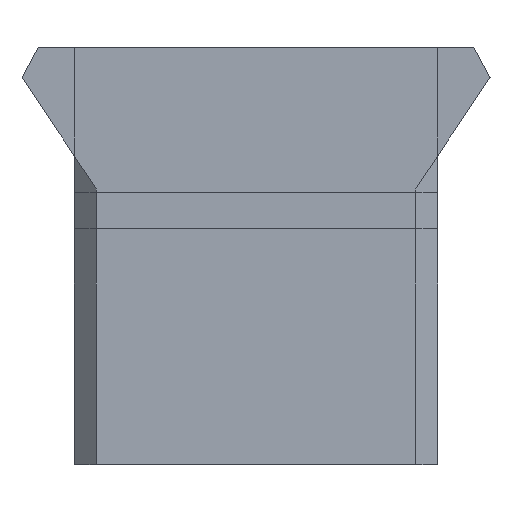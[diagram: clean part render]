
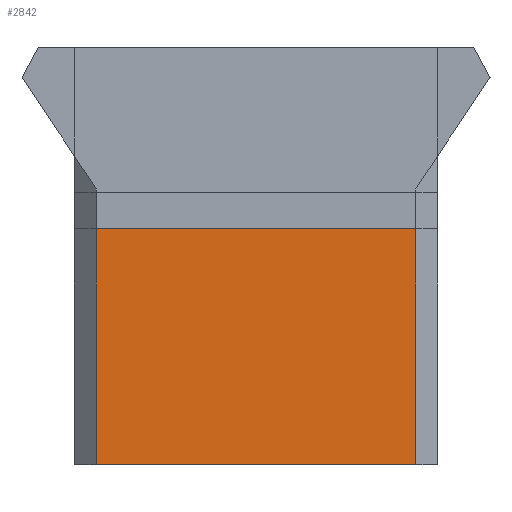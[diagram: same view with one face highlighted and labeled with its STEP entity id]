
A CAD part, left-side view. The second image highlights one B-rep face of the part: STEP entity #2842.
In plain terms, the highlighted planar face has unit normal (-1, 0, 0).
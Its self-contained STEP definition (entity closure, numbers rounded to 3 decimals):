
#1327 = PLANE('',#1328);
#1328 = AXIS2_PLACEMENT_3D('',#1329,#1330,#1331);
#1329 = CARTESIAN_POINT('',(1.104,0.,-6.5));
#1330 = DIRECTION('',(0.,0.,1.));
#1331 = DIRECTION('',(1.,0.,0.));
#1593 = PLANE('',#1594);
#1594 = AXIS2_PLACEMENT_3D('',#1595,#1596,#1597);
#1595 = CARTESIAN_POINT('',(-9.5,-5.,0.));
#1596 = DIRECTION('',(-1.,0.,0.));
#1597 = DIRECTION('',(0.,1.,0.));
#2172 = VERTEX_POINT('',#2173);
#2173 = CARTESIAN_POINT('',(-9.5,4.4,-6.5));
#2187 = PLANE('',#2188);
#2188 = AXIS2_PLACEMENT_3D('',#2189,#2190,#2191);
#2189 = CARTESIAN_POINT('',(-9.2,4.7,0.));
#2190 = DIRECTION('',(-0.707,0.707,0.));
#2191 = DIRECTION('',(-0.,-0.,1.));
#2199 = EDGE_CURVE('',#2172,#2200,#2202,.T.);
#2200 = VERTEX_POINT('',#2201);
#2201 = CARTESIAN_POINT('',(-9.5,-4.4,-6.5));
#2202 = SURFACE_CURVE('',#2203,(#2207,#2214),.PCURVE_S1.);
#2203 = LINE('',#2204,#2205);
#2204 = CARTESIAN_POINT('',(-9.5,5.,-6.5));
#2205 = VECTOR('',#2206,1.);
#2206 = DIRECTION('',(0.,-1.,0.));
#2207 = PCURVE('',#1327,#2208);
#2208 = DEFINITIONAL_REPRESENTATION('',(#2209),#2213);
#2209 = LINE('',#2210,#2211);
#2210 = CARTESIAN_POINT('',(-10.604,5.));
#2211 = VECTOR('',#2212,1.);
#2212 = DIRECTION('',(0.,-1.));
#2213 = ( GEOMETRIC_REPRESENTATION_CONTEXT(2) 
PARAMETRIC_REPRESENTATION_CONTEXT() REPRESENTATION_CONTEXT('2D SPACE',''
  ) );
#2214 = PCURVE('',#2215,#2220);
#2215 = PLANE('',#2216);
#2216 = AXIS2_PLACEMENT_3D('',#2217,#2218,#2219);
#2217 = CARTESIAN_POINT('',(-9.5,5.,0.));
#2218 = DIRECTION('',(-1.,-0.,-0.));
#2219 = DIRECTION('',(0.,-1.,0.));
#2220 = DEFINITIONAL_REPRESENTATION('',(#2221),#2225);
#2221 = LINE('',#2222,#2223);
#2222 = CARTESIAN_POINT('',(0.,-6.5));
#2223 = VECTOR('',#2224,1.);
#2224 = DIRECTION('',(1.,0.));
#2225 = ( GEOMETRIC_REPRESENTATION_CONTEXT(2) 
PARAMETRIC_REPRESENTATION_CONTEXT() REPRESENTATION_CONTEXT('2D SPACE',''
  ) );
#2241 = PLANE('',#2242);
#2242 = AXIS2_PLACEMENT_3D('',#2243,#2244,#2245);
#2243 = CARTESIAN_POINT('',(-9.2,-4.7,0.));
#2244 = DIRECTION('',(-0.707,-0.707,0.));
#2245 = DIRECTION('',(0.,0.,-1.));
#2448 = VERTEX_POINT('',#2449);
#2449 = CARTESIAN_POINT('',(-9.5,4.4,0.));
#2495 = EDGE_CURVE('',#2496,#2448,#2498,.T.);
#2496 = VERTEX_POINT('',#2497);
#2497 = CARTESIAN_POINT('',(-9.5,-4.4,0.));
#2498 = SURFACE_CURVE('',#2499,(#2503,#2510),.PCURVE_S1.);
#2499 = LINE('',#2500,#2501);
#2500 = CARTESIAN_POINT('',(-9.5,-5.,0.));
#2501 = VECTOR('',#2502,1.);
#2502 = DIRECTION('',(0.,1.,0.));
#2503 = PCURVE('',#1593,#2504);
#2504 = DEFINITIONAL_REPRESENTATION('',(#2505),#2509);
#2505 = LINE('',#2506,#2507);
#2506 = CARTESIAN_POINT('',(0.,0.));
#2507 = VECTOR('',#2508,1.);
#2508 = DIRECTION('',(1.,0.));
#2509 = ( GEOMETRIC_REPRESENTATION_CONTEXT(2) 
PARAMETRIC_REPRESENTATION_CONTEXT() REPRESENTATION_CONTEXT('2D SPACE',''
  ) );
#2510 = PCURVE('',#2215,#2511);
#2511 = DEFINITIONAL_REPRESENTATION('',(#2512),#2516);
#2512 = LINE('',#2513,#2514);
#2513 = CARTESIAN_POINT('',(10.,0.));
#2514 = VECTOR('',#2515,1.);
#2515 = DIRECTION('',(-1.,0.));
#2516 = ( GEOMETRIC_REPRESENTATION_CONTEXT(2) 
PARAMETRIC_REPRESENTATION_CONTEXT() REPRESENTATION_CONTEXT('2D SPACE',''
  ) );
#2820 = EDGE_CURVE('',#2496,#2200,#2821,.T.);
#2821 = SURFACE_CURVE('',#2822,(#2826,#2833),.PCURVE_S1.);
#2822 = LINE('',#2823,#2824);
#2823 = CARTESIAN_POINT('',(-9.5,-4.4,0.));
#2824 = VECTOR('',#2825,1.);
#2825 = DIRECTION('',(0.,0.,-1.));
#2826 = PCURVE('',#2241,#2827);
#2827 = DEFINITIONAL_REPRESENTATION('',(#2828),#2832);
#2828 = LINE('',#2829,#2830);
#2829 = CARTESIAN_POINT('',(0.,-0.424));
#2830 = VECTOR('',#2831,1.);
#2831 = DIRECTION('',(1.,0.));
#2832 = ( GEOMETRIC_REPRESENTATION_CONTEXT(2) 
PARAMETRIC_REPRESENTATION_CONTEXT() REPRESENTATION_CONTEXT('2D SPACE',''
  ) );
#2833 = PCURVE('',#2215,#2834);
#2834 = DEFINITIONAL_REPRESENTATION('',(#2835),#2839);
#2835 = LINE('',#2836,#2837);
#2836 = CARTESIAN_POINT('',(9.4,0.));
#2837 = VECTOR('',#2838,1.);
#2838 = DIRECTION('',(0.,-1.));
#2839 = ( GEOMETRIC_REPRESENTATION_CONTEXT(2) 
PARAMETRIC_REPRESENTATION_CONTEXT() REPRESENTATION_CONTEXT('2D SPACE',''
  ) );
#2842 = ADVANCED_FACE('',(#2843),#2215,.T.);
#2843 = FACE_BOUND('',#2844,.T.);
#2844 = EDGE_LOOP('',(#2845,#2846,#2867,#2868));
#2845 = ORIENTED_EDGE('',*,*,#2495,.T.);
#2846 = ORIENTED_EDGE('',*,*,#2847,.T.);
#2847 = EDGE_CURVE('',#2448,#2172,#2848,.T.);
#2848 = SURFACE_CURVE('',#2849,(#2853,#2860),.PCURVE_S1.);
#2849 = LINE('',#2850,#2851);
#2850 = CARTESIAN_POINT('',(-9.5,4.4,0.));
#2851 = VECTOR('',#2852,1.);
#2852 = DIRECTION('',(0.,0.,-1.));
#2853 = PCURVE('',#2215,#2854);
#2854 = DEFINITIONAL_REPRESENTATION('',(#2855),#2859);
#2855 = LINE('',#2856,#2857);
#2856 = CARTESIAN_POINT('',(0.6,0.));
#2857 = VECTOR('',#2858,1.);
#2858 = DIRECTION('',(0.,-1.));
#2859 = ( GEOMETRIC_REPRESENTATION_CONTEXT(2) 
PARAMETRIC_REPRESENTATION_CONTEXT() REPRESENTATION_CONTEXT('2D SPACE',''
  ) );
#2860 = PCURVE('',#2187,#2861);
#2861 = DEFINITIONAL_REPRESENTATION('',(#2862),#2866);
#2862 = LINE('',#2863,#2864);
#2863 = CARTESIAN_POINT('',(-0.,-0.424));
#2864 = VECTOR('',#2865,1.);
#2865 = DIRECTION('',(-1.,0.));
#2866 = ( GEOMETRIC_REPRESENTATION_CONTEXT(2) 
PARAMETRIC_REPRESENTATION_CONTEXT() REPRESENTATION_CONTEXT('2D SPACE',''
  ) );
#2867 = ORIENTED_EDGE('',*,*,#2199,.T.);
#2868 = ORIENTED_EDGE('',*,*,#2820,.F.);
